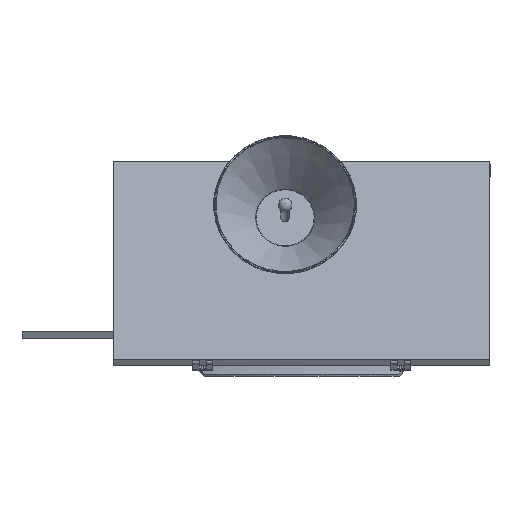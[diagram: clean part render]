
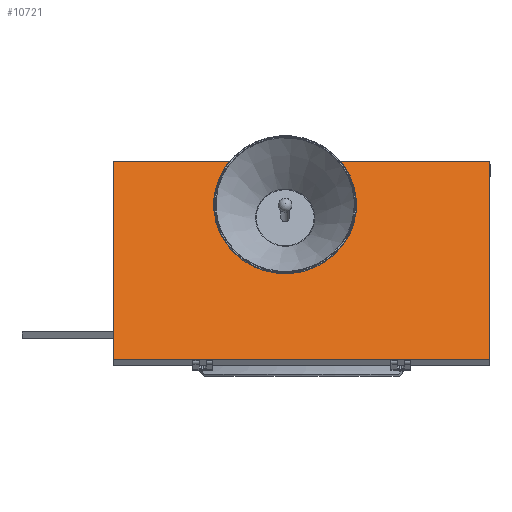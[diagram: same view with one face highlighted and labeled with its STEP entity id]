
A CAD part, top view. The second image highlights one B-rep face of the part: STEP entity #10721.
In plain terms, the highlighted face is planar.
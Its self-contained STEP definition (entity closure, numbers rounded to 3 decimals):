
#280=PLANE('',#13428);
#661=LINE('',#18997,#1655);
#662=LINE('',#19000,#1656);
#663=LINE('',#19002,#1657);
#664=LINE('',#19004,#1658);
#1655=VECTOR('',#14852,1000.);
#1656=VECTOR('',#14853,1000.);
#1657=VECTOR('',#14854,1000.);
#1658=VECTOR('',#14855,1000.);
#2984=ORIENTED_EDGE('',*,*,#5932,.F.);
#2985=ORIENTED_EDGE('',*,*,#5933,.F.);
#2986=ORIENTED_EDGE('',*,*,#5934,.F.);
#2987=ORIENTED_EDGE('',*,*,#5935,.F.);
#5932=EDGE_CURVE('',#7446,#7447,#661,.T.);
#5933=EDGE_CURVE('',#7448,#7446,#662,.T.);
#5934=EDGE_CURVE('',#7449,#7448,#663,.T.);
#5935=EDGE_CURVE('',#7447,#7449,#664,.T.);
#7446=VERTEX_POINT('',#18998);
#7447=VERTEX_POINT('',#18999);
#7448=VERTEX_POINT('',#19001);
#7449=VERTEX_POINT('',#19003);
#9003=EDGE_LOOP('',(#2984,#2985,#2986,#2987));
#9746=FACE_BOUND('',#9003,.T.);
#10721=ADVANCED_FACE('',(#9746),#280,.F.);
#13428=AXIS2_PLACEMENT_3D('',#18996,#14850,#14851);
#14850=DIRECTION('',(0.,1.,0.));
#14851=DIRECTION('',(0.,0.,1.));
#14852=DIRECTION('',(1.,0.,0.));
#14853=DIRECTION('',(0.,0.,1.));
#14854=DIRECTION('',(-1.,0.,0.));
#14855=DIRECTION('',(0.,0.,-1.));
#18996=CARTESIAN_POINT('',(0.,0.,0.));
#18997=CARTESIAN_POINT('',(-136.,0.,74.));
#18998=CARTESIAN_POINT('',(-136.,0.,74.));
#18999=CARTESIAN_POINT('',(136.,0.,74.));
#19000=CARTESIAN_POINT('',(-136.,0.,-72.5));
#19001=CARTESIAN_POINT('',(-136.,0.,-74.));
#19002=CARTESIAN_POINT('',(136.,0.,-74.));
#19003=CARTESIAN_POINT('',(136.,0.,-74.));
#19004=CARTESIAN_POINT('',(136.,0.,72.5));
